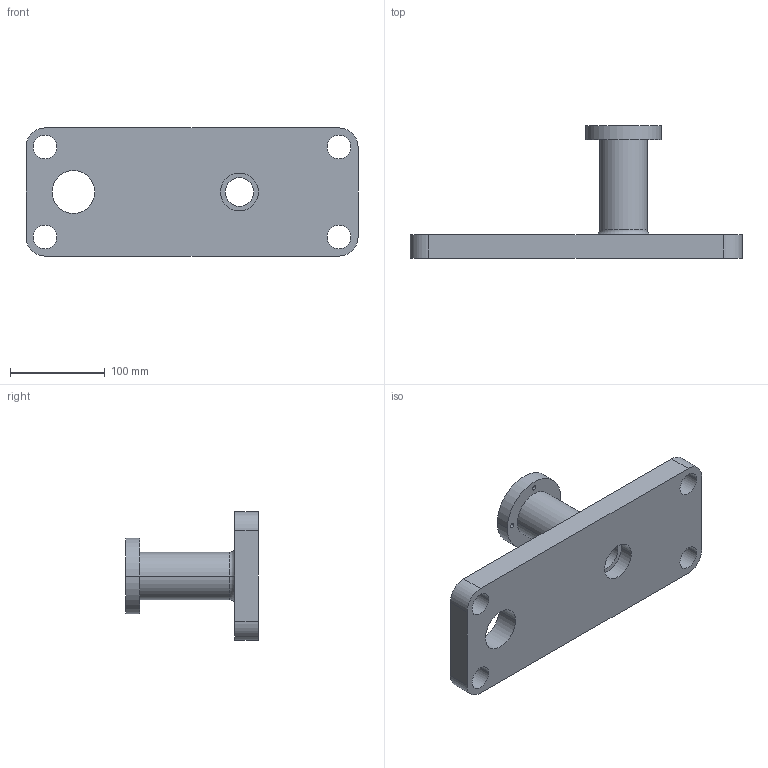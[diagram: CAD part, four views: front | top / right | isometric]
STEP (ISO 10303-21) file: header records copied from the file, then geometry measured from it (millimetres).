
FILE_DESCRIPTION((''),'2;1');
FILE_NAME('RYS_9_5','2018-03-08T22:33:27',('GKam'),(''),'CREO PARAMETRIC BY PTC INC, 2016510','CREO PARAMETRIC BY PTC INC, 2016510','');
FILE_SCHEMA(('AP242_MANAGED_MODEL_BASED_3D_ENGINEERING_MIM_LF { 1 0 10303 442 1 1 4 }'));
Length unit declared in the file: millimetre
Products named in the file (1): RYS_9_5
Bounding box: 350 x 140 x 135 mm (x, y, z)
Volume: 1248061 mm3; surface area: 159800.9 mm2
Topology: 1 solids, 1 shells, 41 faces, 106 edges, 70 vertices
Faces by surface type: cylinder 30, plane 9, torus 2
Entity records: 1695 total; most frequent: DIRECTION 295, CARTESIAN_POINT 247, ORIENTED_EDGE 212, AXIS2_PLACEMENT_3D 121, EDGE_CURVE 106, VERTEX_POINT 70, EDGE_LOOP 64, CIRCLE 64
